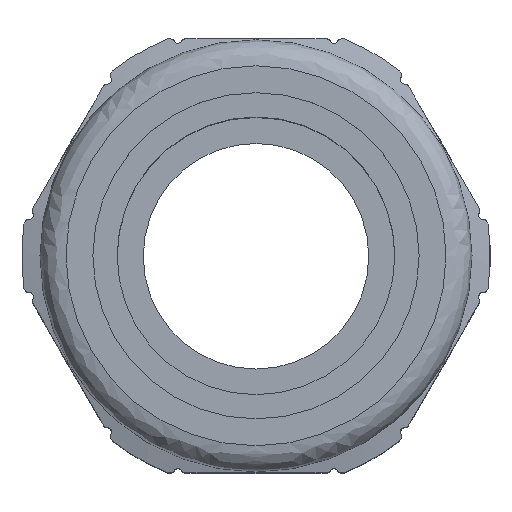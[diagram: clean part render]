
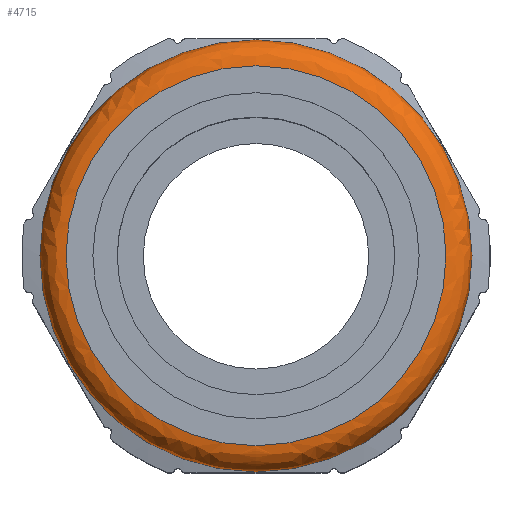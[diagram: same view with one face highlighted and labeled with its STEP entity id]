
A CAD part, top view. The second image highlights one B-rep face of the part: STEP entity #4715.
In plain terms, the highlighted free-form (B-spline) face has degree [2, 2] with [7, 3] control points.
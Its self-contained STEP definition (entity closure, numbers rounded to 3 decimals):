
#2673=(
BOUNDED_SURFACE()
B_SPLINE_SURFACE(2,2,((#20600,#20601,#20602),(#20603,#20604,#20605),(#20606,
#20607,#20608),(#20609,#20610,#20611),(#20612,#20613,#20614),(#20615,#20616,
#20617),(#20618,#20619,#20620)),.UNSPECIFIED.,.T.,.F.,.F.)
B_SPLINE_SURFACE_WITH_KNOTS((1,2,2,2,2,1),(3,3),(-0.333,0.,
0.333,0.667,1.,1.333),(0.,1.),
 .UNSPECIFIED.)
GEOMETRIC_REPRESENTATION_ITEM()
RATIONAL_B_SPLINE_SURFACE(((1.,0.707,1.),(0.5,0.354,
0.5),(1.,0.707,1.),(0.5,0.354,0.5),(1.,0.707,
1.),(0.5,0.354,0.5),(1.,0.707,1.)))
REPRESENTATION_ITEM('')
SURFACE()
);
#4715=ADVANCED_FACE('',(#5236,#5237),#2673,.T.);
#5236=FACE_BOUND('',#5416,.T.);
#5237=FACE_BOUND('',#5417,.T.);
#5416=EDGE_LOOP('',(#6954));
#5417=EDGE_LOOP('',(#6955));
#6954=ORIENTED_EDGE('',*,*,#10254,.F.);
#6955=ORIENTED_EDGE('',*,*,#10255,.F.);
#9223=VERTEX_POINT('',#20596);
#9224=VERTEX_POINT('',#20599);
#10254=EDGE_CURVE('',#9223,#9223,#10892,.T.);
#10255=EDGE_CURVE('',#9224,#9224,#10893,.T.);
#10892=CIRCLE('',#11880,21.9);
#10893=CIRCLE('',#11882,24.9);
#11880=AXIS2_PLACEMENT_3D('',#20595,#13282,#13283);
#11882=AXIS2_PLACEMENT_3D('',#20598,#13286,#13287);
#13282=DIRECTION('',(0.,0.,1.));
#13283=DIRECTION('',(0.,-1.,0.));
#13286=DIRECTION('',(0.,0.,-1.));
#13287=DIRECTION('',(0.,-1.,0.));
#20595=CARTESIAN_POINT('',(0.,0.,39.8));
#20596=CARTESIAN_POINT('',(0.,-21.9,39.8));
#20598=CARTESIAN_POINT('',(0.,0.,36.8));
#20599=CARTESIAN_POINT('',(0.,-24.9,36.8));
#20600=CARTESIAN_POINT('',(0.,-24.9,36.8));
#20601=CARTESIAN_POINT('',(0.,-24.9,39.8));
#20602=CARTESIAN_POINT('',(0.,-21.9,39.8));
#20603=CARTESIAN_POINT('',(43.128,-24.9,36.8));
#20604=CARTESIAN_POINT('',(43.128,-24.9,39.8));
#20605=CARTESIAN_POINT('',(37.932,-21.9,39.8));
#20606=CARTESIAN_POINT('',(21.564,12.45,36.8));
#20607=CARTESIAN_POINT('',(21.564,12.45,39.8));
#20608=CARTESIAN_POINT('',(18.966,10.95,39.8));
#20609=CARTESIAN_POINT('',(0.,49.8,36.8));
#20610=CARTESIAN_POINT('',(0.,49.8,39.8));
#20611=CARTESIAN_POINT('',(0.,43.8,39.8));
#20612=CARTESIAN_POINT('',(-21.564,12.45,36.8));
#20613=CARTESIAN_POINT('',(-21.564,12.45,39.8));
#20614=CARTESIAN_POINT('',(-18.966,10.95,39.8));
#20615=CARTESIAN_POINT('',(-43.128,-24.9,36.8));
#20616=CARTESIAN_POINT('',(-43.128,-24.9,39.8));
#20617=CARTESIAN_POINT('',(-37.932,-21.9,39.8));
#20618=CARTESIAN_POINT('',(0.,-24.9,36.8));
#20619=CARTESIAN_POINT('',(0.,-24.9,39.8));
#20620=CARTESIAN_POINT('',(0.,-21.9,39.8));
